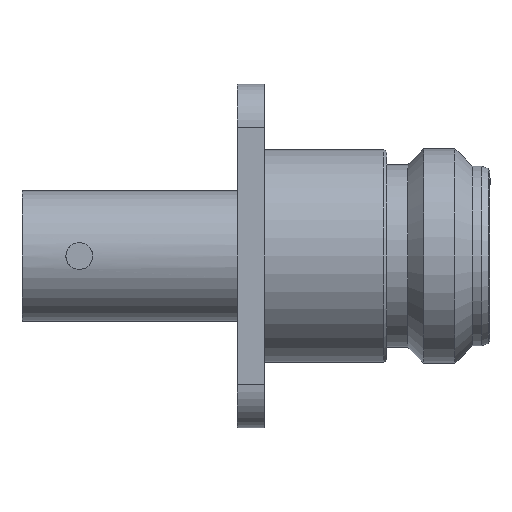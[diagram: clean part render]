
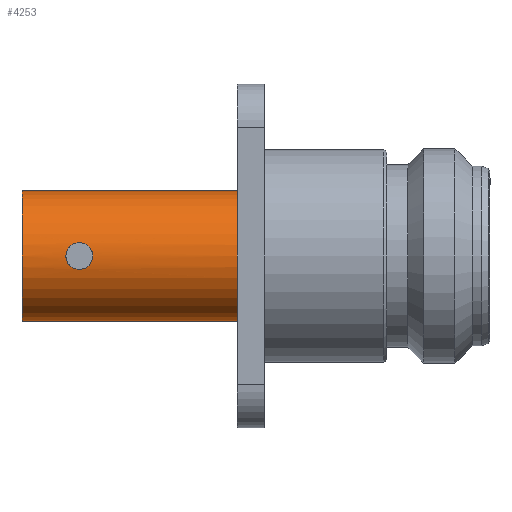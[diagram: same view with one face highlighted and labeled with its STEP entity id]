
A CAD part, front view. The second image highlights one B-rep face of the part: STEP entity #4253.
In plain terms, the highlighted cylindrical face has radius 4.835 mm (diameter 9.67 mm), a partial arc.
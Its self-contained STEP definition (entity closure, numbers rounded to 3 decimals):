
#452 = CARTESIAN_POINT ( 'NONE',  ( -15.18, -4.811, 0.499 ) ) ;
#453 = CARTESIAN_POINT ( 'NONE',  ( -15.081, -4.83, 0.259 ) ) ;
#454 = CARTESIAN_POINT ( 'NONE',  ( -15.253, -4.798, 0.608 ) ) ;
#455 = CARTESIAN_POINT ( 'NONE',  ( -15.546, -4.757, 0.865 ) ) ;
#456 = CARTESIAN_POINT ( 'NONE',  ( -15.437, -4.771, 0.792 ) ) ;
#457 = CARTESIAN_POINT ( 'NONE',  ( -15.785, -4.738, 0.964 ) ) ;
#459 = CARTESIAN_POINT ( 'NONE',  ( -16.045, -4.733, 0.99 ) ) ;
#461 = CARTESIAN_POINT ( 'NONE',  ( -15.916, -4.733, 0.99 ) ) ;
#893 = LINE ( 'NONE', #940, #939 ) ;
#937 = CARTESIAN_POINT ( 'NONE',  ( -20.285, 0., -4.835 ) ) ;
#938 = DIRECTION ( 'NONE',  ( -1., 0., 0. ) ) ;
#939 = VECTOR ( 'NONE', #938, 1000. ) ;
#940 = CARTESIAN_POINT ( 'NONE',  ( -20.285, 0., 4.835 ) ) ;
#1112 = CARTESIAN_POINT ( 'NONE',  ( -15.055, -4.835, 0.129 ) ) ;
#1113 = CARTESIAN_POINT ( 'NONE',  ( -15.055, -4.835, -0.13 ) ) ;
#1114 = CARTESIAN_POINT ( 'NONE',  ( -15.081, -4.829, -0.26 ) ) ;
#1115 = CARTESIAN_POINT ( 'NONE',  ( -15.18, -4.811, -0.499 ) ) ;
#1116 = CARTESIAN_POINT ( 'NONE',  ( -15.254, -4.797, -0.609 ) ) ;
#1117 = CARTESIAN_POINT ( 'NONE',  ( -15.436, -4.771, -0.791 ) ) ;
#1118 = CARTESIAN_POINT ( 'NONE',  ( -15.545, -4.757, -0.865 ) ) ;
#1123 = CARTESIAN_POINT ( 'NONE',  ( -15.785, -4.738, -0.964 ) ) ;
#1124 = CARTESIAN_POINT ( 'NONE',  ( -15.914, -4.733, -0.99 ) ) ;
#1125 = CARTESIAN_POINT ( 'NONE',  ( -16.045, -4.733, -0.99 ) ) ;
#1126 = B_SPLINE_CURVE_WITH_KNOTS ( 'NONE', 3,
 ( #1125, #1124, #1123, #1118, #1117, #1116, #1115, #1114, #1113, #1112, #453, #452, #454, #456, #455, #457, #461, #459 ),
 .UNSPECIFIED., .F., .F.,
 ( 4, 2, 2, 2, 2, 2, 2, 2, 4 ),
 ( 0., 0., 0.001, 0.001, 0.002, 0.002, 0.002, 0.003, 0.003 ),
 .UNSPECIFIED. ) ;
#1136 = DIRECTION ( 'NONE',  ( -1., 0., 0. ) ) ;
#1137 = CARTESIAN_POINT ( 'NONE',  ( -20.285, 0., -4.835 ) ) ;
#1138 = LINE ( 'NONE', #1137, #1194 ) ;
#1148 = CARTESIAN_POINT ( 'NONE',  ( -20.285, 0., 4.835 ) ) ;
#1194 = VECTOR ( 'NONE', #1136, 1000. ) ;
#1231 = CARTESIAN_POINT ( 'NONE',  ( -16.045, -4.733, 0.99 ) ) ;
#1277 = CARTESIAN_POINT ( 'NONE',  ( -16.045, -4.733, -0.99 ) ) ;
#1286 = CARTESIAN_POINT ( 'NONE',  ( -4.385, 0., 4.835 ) ) ;
#1317 = CARTESIAN_POINT ( 'NONE',  ( -4.385, 0., -4.835 ) ) ;
#1838 = CARTESIAN_POINT ( 'NONE',  ( -16.045, -4.733, -0.99 ) ) ;
#1839 = CARTESIAN_POINT ( 'NONE',  ( -16.176, -4.733, -0.99 ) ) ;
#1840 = CARTESIAN_POINT ( 'NONE',  ( -16.306, -4.738, -0.964 ) ) ;
#1841 = CARTESIAN_POINT ( 'NONE',  ( -16.544, -4.757, -0.864 ) ) ;
#1842 = CARTESIAN_POINT ( 'NONE',  ( -16.655, -4.771, -0.791 ) ) ;
#1843 = CARTESIAN_POINT ( 'NONE',  ( -16.836, -4.797, -0.609 ) ) ;
#1844 = CARTESIAN_POINT ( 'NONE',  ( -16.91, -4.811, -0.499 ) ) ;
#1845 = CARTESIAN_POINT ( 'NONE',  ( -17.009, -4.83, -0.26 ) ) ;
#1846 = CARTESIAN_POINT ( 'NONE',  ( -17.035, -4.835, -0.13 ) ) ;
#1847 = CARTESIAN_POINT ( 'NONE',  ( -17.035, -4.835, 0.131 ) ) ;
#1848 = CARTESIAN_POINT ( 'NONE',  ( -17.009, -4.83, 0.26 ) ) ;
#1849 = CARTESIAN_POINT ( 'NONE',  ( -16.909, -4.811, 0.5 ) ) ;
#1850 = CARTESIAN_POINT ( 'NONE',  ( -16.836, -4.797, 0.609 ) ) ;
#1851 = CARTESIAN_POINT ( 'NONE',  ( -16.653, -4.771, 0.792 ) ) ;
#1852 = CARTESIAN_POINT ( 'NONE',  ( -16.543, -4.757, 0.865 ) ) ;
#1853 = CARTESIAN_POINT ( 'NONE',  ( -16.305, -4.738, 0.964 ) ) ;
#1854 = CARTESIAN_POINT ( 'NONE',  ( -16.174, -4.733, 0.99 ) ) ;
#1859 = CARTESIAN_POINT ( 'NONE',  ( -16.045, -4.733, 0.99 ) ) ;
#1861 = B_SPLINE_CURVE_WITH_KNOTS ( 'NONE', 3,
 ( #1859, #1854, #1853, #1852, #1851, #1850, #1849, #1848, #1847, #1846, #1845, #1844, #1843, #1842, #1841, #1840, #1839, #1838 ),
 .UNSPECIFIED., .F., .F.,
 ( 4, 2, 2, 2, 2, 2, 2, 2, 4 ),
 ( 0.003, 0.003, 0.004, 0.004, 0.005, 0.005, 0.005, 0.006, 0.006 ),
 .UNSPECIFIED. ) ;
#1876 = CIRCLE ( 'NONE', #1964, 4.835 ) ;
#1902 = FACE_BOUND ( 'NONE', #4249, .T. ) ;
#1911 = FACE_OUTER_BOUND ( 'NONE', #4230, .T. ) ;
#1912 = CARTESIAN_POINT ( 'NONE',  ( -20.285, 0., 0. ) ) ;
#1917 = CIRCLE ( 'NONE', #1952, 4.835 ) ;
#1943 = DIRECTION ( 'NONE',  ( 0., 0., 1. ) ) ;
#1946 = AXIS2_PLACEMENT_3D ( 'NONE', #1960, #1959, #1943 ) ;
#1949 = DIRECTION ( 'NONE',  ( 0., 0., 1. ) ) ;
#1950 = DIRECTION ( 'NONE',  ( -1., 0., 0. ) ) ;
#1951 = CARTESIAN_POINT ( 'NONE',  ( -4.385, 0., 0. ) ) ;
#1952 = AXIS2_PLACEMENT_3D ( 'NONE', #1951, #1950, #1949 ) ;
#1953 = CYLINDRICAL_SURFACE ( 'NONE', #1946, 4.835 ) ;
#1959 = DIRECTION ( 'NONE',  ( -1., 0., 0. ) ) ;
#1960 = CARTESIAN_POINT ( 'NONE',  ( -20.285, 0., 0. ) ) ;
#1962 = DIRECTION ( 'NONE',  ( 0., 0., 1. ) ) ;
#1963 = DIRECTION ( 'NONE',  ( -1., 0., 0. ) ) ;
#1964 = AXIS2_PLACEMENT_3D ( 'NONE', #1912, #1963, #1962 ) ;
#3594 = EDGE_CURVE ( 'NONE', #3739, #3691, #893, .T. ) ;
#3596 = VERTEX_POINT ( 'NONE', #937 ) ;
#3677 = EDGE_CURVE ( 'NONE', #3737, #3734, #1126, .T. ) ;
#3690 = EDGE_CURVE ( 'NONE', #3752, #3596, #1138, .T. ) ;
#3691 = VERTEX_POINT ( 'NONE', #1148 ) ;
#3734 = VERTEX_POINT ( 'NONE', #1231 ) ;
#3737 = VERTEX_POINT ( 'NONE', #1277 ) ;
#3739 = VERTEX_POINT ( 'NONE', #1286 ) ;
#3752 = VERTEX_POINT ( 'NONE', #1317 ) ;
#4183 = EDGE_CURVE ( 'NONE', #3734, #3737, #1861, .T. ) ;
#4230 = EDGE_LOOP ( 'NONE', ( #4247, #4254, #4250, #4248 ) ) ;
#4244 = ORIENTED_EDGE ( 'NONE', *, *, #3677, .F. ) ;
#4246 = EDGE_CURVE ( 'NONE', #3596, #3691, #1876, .T. ) ;
#4247 = ORIENTED_EDGE ( 'NONE', *, *, #3690, .F. ) ;
#4248 = ORIENTED_EDGE ( 'NONE', *, *, #4246, .F. ) ;
#4249 = EDGE_LOOP ( 'NONE', ( #4244, #4260 ) ) ;
#4250 = ORIENTED_EDGE ( 'NONE', *, *, #3594, .T. ) ;
#4252 = EDGE_CURVE ( 'NONE', #3752, #3739, #1917, .T. ) ;
#4253 = ADVANCED_FACE ( 'NONE', ( #1911, #1902 ), #1953, .T. ) ;
#4254 = ORIENTED_EDGE ( 'NONE', *, *, #4252, .T. ) ;
#4260 = ORIENTED_EDGE ( 'NONE', *, *, #4183, .F. ) ;
